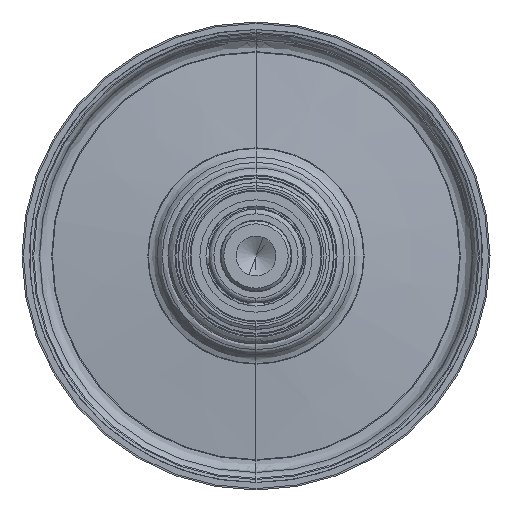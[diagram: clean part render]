
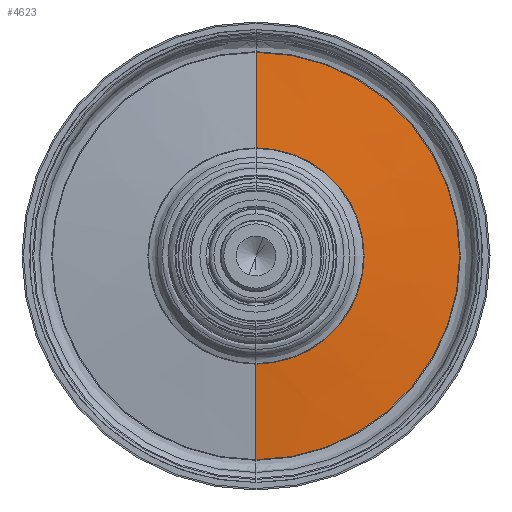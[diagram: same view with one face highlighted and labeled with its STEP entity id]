
A CAD part, left-side view. The second image highlights one B-rep face of the part: STEP entity #4623.
In plain terms, the highlighted conical face has half-angle 84.75 degrees and reference radius 34.817 mm.
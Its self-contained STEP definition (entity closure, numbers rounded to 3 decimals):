
#196 = CARTESIAN_POINT ( 'NONE',  ( 9.492, 0., -34.817 ) ) ;
#405 = CIRCLE ( 'NONE', #24262, 18.491 ) ;
#1435 = VERTEX_POINT ( 'NONE', #18903 ) ;
#1520 = VERTEX_POINT ( 'NONE', #10769 ) ;
#1973 = CARTESIAN_POINT ( 'NONE',  ( 9.492, 0., 0. ) ) ;
#2014 = DIRECTION ( 'NONE',  ( 0., 0., 1. ) ) ;
#2911 = DIRECTION ( 'NONE',  ( 1., 0., 0. ) ) ;
#3571 = EDGE_CURVE ( 'NONE', #13584, #1435, #21881, .T. ) ;
#4623 = ADVANCED_FACE ( 'NONE', ( #7129 ), #5317, .T. ) ;
#5317 = CONICAL_SURFACE ( 'NONE', #23765, 34.817, 1.479 ) ;
#7129 = FACE_OUTER_BOUND ( 'NONE', #13499, .T. ) ;
#9122 = CARTESIAN_POINT ( 'NONE',  ( 9.492, 0., 0. ) ) ;
#9213 = AXIS2_PLACEMENT_3D ( 'NONE', #1973, #10300, #27627 ) ;
#10300 = DIRECTION ( 'NONE',  ( -1., 0., 0. ) ) ;
#10381 = DIRECTION ( 'NONE',  ( 0.091, 0., -0.996 ) ) ;
#10769 = CARTESIAN_POINT ( 'NONE',  ( 7.992, 0., -18.491 ) ) ;
#10932 = ORIENTED_EDGE ( 'NONE', *, *, #25129, .T. ) ;
#11166 = ORIENTED_EDGE ( 'NONE', *, *, #27474, .T. ) ;
#11200 = CARTESIAN_POINT ( 'NONE',  ( 9.492, 0., 34.817 ) ) ;
#13499 = EDGE_LOOP ( 'NONE', ( #10932, #17631, #11166, #17117 ) ) ;
#13584 = VERTEX_POINT ( 'NONE', #23847 ) ;
#17086 = LINE ( 'NONE', #196, #26242 ) ;
#17117 = ORIENTED_EDGE ( 'NONE', *, *, #3571, .F. ) ;
#17631 = ORIENTED_EDGE ( 'NONE', *, *, #21024, .T. ) ;
#18903 = CARTESIAN_POINT ( 'NONE',  ( 9.492, 0., 34.817 ) ) ;
#19760 = DIRECTION ( 'NONE',  ( 0.091, 0., 0.996 ) ) ;
#20233 = DIRECTION ( 'NONE',  ( 0., 0., 1. ) ) ;
#21024 = EDGE_CURVE ( 'NONE', #1520, #25343, #17086, .T. ) ;
#21275 = DIRECTION ( 'NONE',  ( 1., 0., 0. ) ) ;
#21881 = LINE ( 'NONE', #11200, #24620 ) ;
#22670 = CARTESIAN_POINT ( 'NONE',  ( 9.492, 0., -34.817 ) ) ;
#23765 = AXIS2_PLACEMENT_3D ( 'NONE', #9122, #2911, #20233 ) ;
#23847 = CARTESIAN_POINT ( 'NONE',  ( 7.992, 0., 18.491 ) ) ;
#24262 = AXIS2_PLACEMENT_3D ( 'NONE', #25826, #21275, #2014 ) ;
#24620 = VECTOR ( 'NONE', #19760, 1000. ) ;
#25129 = EDGE_CURVE ( 'NONE', #13584, #1520, #405, .T. ) ;
#25343 = VERTEX_POINT ( 'NONE', #22670 ) ;
#25420 = CIRCLE ( 'NONE', #9213, 34.817 ) ;
#25826 = CARTESIAN_POINT ( 'NONE',  ( 7.992, 0., 0. ) ) ;
#26242 = VECTOR ( 'NONE', #10381, 1000. ) ;
#27474 = EDGE_CURVE ( 'NONE', #25343, #1435, #25420, .T. ) ;
#27627 = DIRECTION ( 'NONE',  ( 0., 0., 1. ) ) ;
